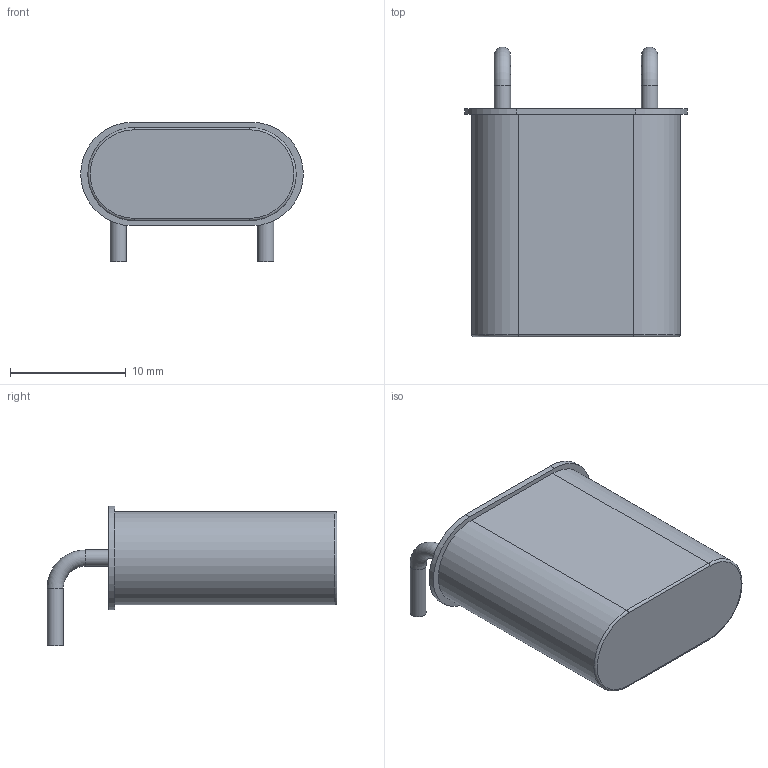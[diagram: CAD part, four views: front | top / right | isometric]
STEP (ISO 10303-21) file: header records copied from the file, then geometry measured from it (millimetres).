
FILE_DESCRIPTION(/* description */ (''),/* implementation_level */ '2;1');
FILE_NAME(/* name */ 'Crystal_HC33-U_Horizontal.step',/* time_stamp */ '2023-06-10T21:23:24+02:00',/* author */ (''),/* organization */ (''),/* preprocessor_version */ 'ST-DEVELOPER v19.2',/* originating_system */ 'Autodesk Translation Framework v12.6.0.85',/* authorisation */ '');
FILE_SCHEMA (('AUTOMOTIVE_DESIGN { 1 0 10303 214 3 1 1 }'));
Length unit declared in the file: millimetre
Products named in the file (1): Crystal_HC33-U_Horizontal
Bounding box: 19.23 x 25.02 x 12.04 mm (x, y, z)
Volume: 2626.2 mm3; surface area: 1295 mm2
Topology: 1 solids, 1 shells, 26 faces, 56 edges, 38 vertices
Faces by surface type: plane 12, cylinder 10, torus 4
Full cylindrical faces by diameter (mm): 1.4 x4
Entity records: 785 total; most frequent: DIRECTION 142, CARTESIAN_POINT 121, ORIENTED_EDGE 112, AXIS2_PLACEMENT_3D 59, EDGE_CURVE 56, VERTEX_POINT 38, EDGE_LOOP 32, CIRCLE 32
